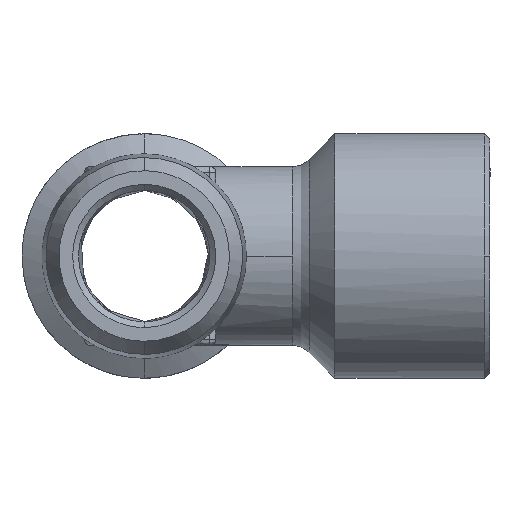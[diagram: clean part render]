
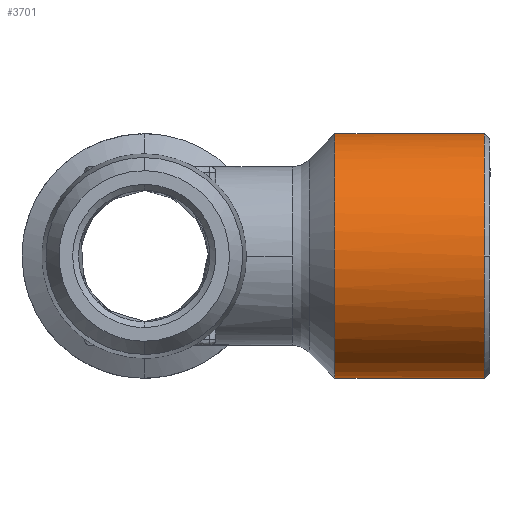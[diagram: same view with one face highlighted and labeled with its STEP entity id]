
A CAD part, left-side view. The second image highlights one B-rep face of the part: STEP entity #3701.
In plain terms, the highlighted free-form (B-spline) face has degree [1, 3] with [2, 4] control points.
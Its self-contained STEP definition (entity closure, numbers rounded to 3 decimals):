
#99 = ORIENTED_EDGE ( 'NONE', *, *, #1951, .T. ) ;
#113 = B_SPLINE_CURVE_WITH_KNOTS ( 'NONE', 1,
 ( #1433, #201 ),
 .UNSPECIFIED., .F., .F.,
 ( 2, 2 ),
 ( -1., 0. ),
 .UNSPECIFIED. ) ;
#201 = CARTESIAN_POINT ( 'NONE',  ( 0., 3., -10.25 ) ) ;
#246 = CARTESIAN_POINT ( 'NONE',  ( 0., 3., -10.25 ) ) ;
#293 = VERTEX_POINT ( 'NONE', #5271 ) ;
#384 = CARTESIAN_POINT ( 'NONE',  ( -20.5, 15.5, 10.25 ) ) ;
#442 = CARTESIAN_POINT ( 'NONE',  ( 0., 3., 10.25 ) ) ;
#503 = CARTESIAN_POINT ( 'NONE',  ( 0., 3., -10.25 ) ) ;
#526 = CARTESIAN_POINT ( 'NONE',  ( -20.5, 3., 10.25 ) ) ;
#539 = ORIENTED_EDGE ( 'NONE', *, *, #2201, .T. ) ;
#819 = CARTESIAN_POINT ( 'NONE',  ( 0., 3., -10.25 ) ) ;
#900 =( BOUNDED_CURVE ( )  B_SPLINE_CURVE ( 3, ( #4236, #3388, #959, #1395 ),
 .UNSPECIFIED., .F., .F. ) 
 B_SPLINE_CURVE_WITH_KNOTS ( ( 4, 4 ),
 ( -1.571, 0. ),
 .UNSPECIFIED. ) 
 CURVE ( )  GEOMETRIC_REPRESENTATION_ITEM ( )  RATIONAL_B_SPLINE_CURVE ( ( 1., 0.805, 0.805, 1. ) ) 
 REPRESENTATION_ITEM ( '' )  );
#958 = EDGE_CURVE ( 'NONE', #4292, #293, #2064, .T. ) ;
#959 = CARTESIAN_POINT ( 'NONE',  ( -6.004, 3., 10.25 ) ) ;
#1395 = CARTESIAN_POINT ( 'NONE',  ( 0., 3., 10.25 ) ) ;
#1433 = CARTESIAN_POINT ( 'NONE',  ( 0., 15.5, -10.25 ) ) ;
#1843 = CARTESIAN_POINT ( 'NONE',  ( 0., 15.5, 10.25 ) ) ;
#1951 = EDGE_CURVE ( 'NONE', #4512, #293, #4626, .T. ) ;
#2009 = CARTESIAN_POINT ( 'NONE',  ( -20.5, 15.5, -10.25 ) ) ;
#2064 =( BOUNDED_CURVE ( )  B_SPLINE_CURVE ( 3, ( #3731, #2009, #384, #2889 ),
 .UNSPECIFIED., .F., .F. ) 
 B_SPLINE_CURVE_WITH_KNOTS ( ( 4, 4 ),
 ( -3.142, 0. ),
 .UNSPECIFIED. ) 
 CURVE ( )  GEOMETRIC_REPRESENTATION_ITEM ( )  RATIONAL_B_SPLINE_CURVE ( ( 1., 0.333, 0.333, 1. ) ) 
 REPRESENTATION_ITEM ( '' )  );
#2115 =( BOUNDED_SURFACE ( )  B_SPLINE_SURFACE ( 1, 3, ( 
 ( #503, #3009, #526, #3870 ),
 ( #5198, #4768, #3490, #2579 ) ),
 .UNSPECIFIED., .F., .F., .F. ) 
 B_SPLINE_SURFACE_WITH_KNOTS ( ( 2, 2 ),
 ( 4, 4 ),
 ( 0., 1. ),
 ( 0., 1. ),
 .UNSPECIFIED. ) 
 GEOMETRIC_REPRESENTATION_ITEM ( )  RATIONAL_B_SPLINE_SURFACE ( (
 ( 1., 0.333, 0.333, 1.),
 ( 1., 0.333, 0.333, 1.) ) ) 
 REPRESENTATION_ITEM ( '' )  SURFACE ( )  );
#2201 = EDGE_CURVE ( 'NONE', #2558, #4512, #900, .T. ) ;
#2255 = CARTESIAN_POINT ( 'NONE',  ( 0., 3., 10.25 ) ) ;
#2558 = VERTEX_POINT ( 'NONE', #3816 ) ;
#2568 = EDGE_CURVE ( 'NONE', #4680, #2558, #3196, .T. ) ;
#2579 = CARTESIAN_POINT ( 'NONE',  ( 0., 15.5, 10.25 ) ) ;
#2687 = ORIENTED_EDGE ( 'NONE', *, *, #2568, .T. ) ;
#2889 = CARTESIAN_POINT ( 'NONE',  ( 0., 15.5, 10.25 ) ) ;
#3009 = CARTESIAN_POINT ( 'NONE',  ( -20.5, 3., -10.25 ) ) ;
#3196 =( BOUNDED_CURVE ( )  B_SPLINE_CURVE ( 3, ( #819, #4652, #4691, #4262 ),
 .UNSPECIFIED., .F., .T. ) 
 B_SPLINE_CURVE_WITH_KNOTS ( ( 4, 4 ),
 ( -1.571, 0. ),
 .UNSPECIFIED. ) 
 CURVE ( )  GEOMETRIC_REPRESENTATION_ITEM ( )  RATIONAL_B_SPLINE_CURVE ( ( 1., 0.805, 0.805, 1. ) ) 
 REPRESENTATION_ITEM ( '' )  );
#3388 = CARTESIAN_POINT ( 'NONE',  ( -10.25, 3., 6.004 ) ) ;
#3479 = ORIENTED_EDGE ( 'NONE', *, *, #958, .F. ) ;
#3490 = CARTESIAN_POINT ( 'NONE',  ( -20.5, 15.5, 10.25 ) ) ;
#3505 = CARTESIAN_POINT ( 'NONE',  ( 0., 15.5, -10.25 ) ) ;
#3701 = ADVANCED_FACE ( 'NONE', ( #5030 ), #2115, .F. ) ;
#3731 = CARTESIAN_POINT ( 'NONE',  ( 0., 15.5, -10.25 ) ) ;
#3816 = CARTESIAN_POINT ( 'NONE',  ( -10.25, 3., 0. ) ) ;
#3845 = ORIENTED_EDGE ( 'NONE', *, *, #5024, .T. ) ;
#3870 = CARTESIAN_POINT ( 'NONE',  ( 0., 3., 10.25 ) ) ;
#4236 = CARTESIAN_POINT ( 'NONE',  ( -10.25, 3., 0. ) ) ;
#4262 = CARTESIAN_POINT ( 'NONE',  ( -10.25, 3., 0. ) ) ;
#4292 = VERTEX_POINT ( 'NONE', #3505 ) ;
#4512 = VERTEX_POINT ( 'NONE', #442 ) ;
#4626 = B_SPLINE_CURVE_WITH_KNOTS ( 'NONE', 1,
 ( #2255, #1843 ),
 .UNSPECIFIED., .F., .F.,
 ( 2, 2 ),
 ( -1., 0. ),
 .UNSPECIFIED. ) ;
#4652 = CARTESIAN_POINT ( 'NONE',  ( -6.004, 3., -10.25 ) ) ;
#4680 = VERTEX_POINT ( 'NONE', #246 ) ;
#4691 = CARTESIAN_POINT ( 'NONE',  ( -10.25, 3., -6.004 ) ) ;
#4768 = CARTESIAN_POINT ( 'NONE',  ( -20.5, 15.5, -10.25 ) ) ;
#4781 = EDGE_LOOP ( 'NONE', ( #2687, #539, #99, #3479, #3845 ) ) ;
#5024 = EDGE_CURVE ( 'NONE', #4292, #4680, #113, .T. ) ;
#5030 = FACE_OUTER_BOUND ( 'NONE', #4781, .T. ) ;
#5198 = CARTESIAN_POINT ( 'NONE',  ( 0., 15.5, -10.25 ) ) ;
#5271 = CARTESIAN_POINT ( 'NONE',  ( 0., 15.5, 10.25 ) ) ;
